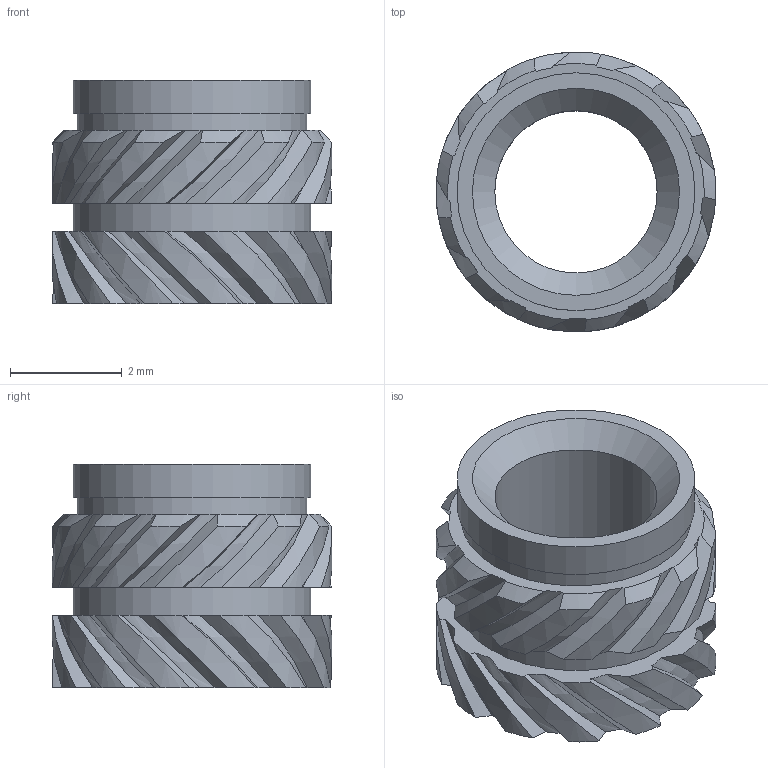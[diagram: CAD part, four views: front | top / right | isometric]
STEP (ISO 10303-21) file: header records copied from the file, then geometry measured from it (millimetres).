
FILE_DESCRIPTION(/* description */ (''),/* implementation_level */ '2;1');
FILE_NAME(/* name */ 'M3 Threaded Insert.step',/* time_stamp */ '2023-12-11T12:25:52-03:00',/* author */ (''),/* organization */ (''),/* preprocessor_version */ 'ST-DEVELOPER v20',/* originating_system */ 'Autodesk Translation Framework v12.14.0.127',/* authorisation */ '');
FILE_SCHEMA (('AUTOMOTIVE_DESIGN { 1 0 10303 214 3 1 1 }'));
Length unit declared in the file: millimetre
Products named in the file (2): M3 Threaded Insert; M3 Threaded Insert_1
Assembly tree (1 placements, depth 2):
  M3 Threaded Insert
    M3 Threaded Insert_1
Bounding box: 5 x 5 x 4 mm (x, y, z)
Volume: 39.3 mm3; surface area: 135.2 mm2
Topology: 1 solids, 1 shells, 129 faces, 367 edges, 244 vertices
Faces by surface type: bspline 78, cylinder 30, cone 15, plane 6
Full cylindrical faces by diameter (mm): 2.9 x1, 4.1 x1, 4.25 x2
Entity records: 9093 total; most frequent: CARTESIAN_POINT 6099, ORIENTED_EDGE 734, DIRECTION 446, EDGE_CURVE 367, VERTEX_POINT 244, AXIS2_PLACEMENT_3D 194, B_SPLINE_CURVE_WITH_KNOTS 169, EDGE_LOOP 135
